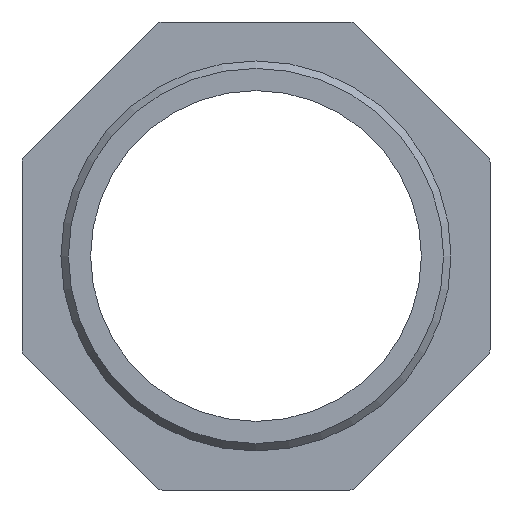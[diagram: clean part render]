
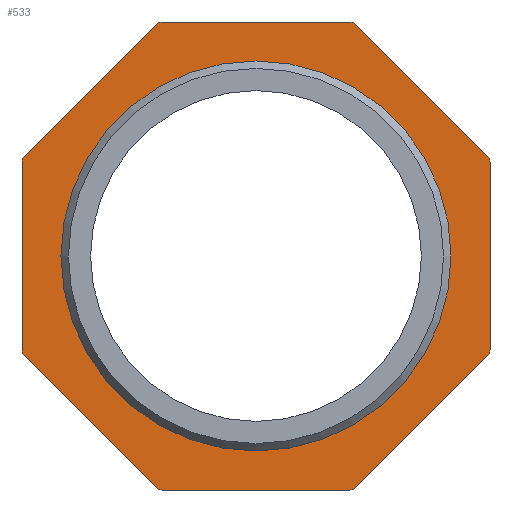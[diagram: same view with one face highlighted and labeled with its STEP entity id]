
A CAD part, left-side view. The second image highlights one B-rep face of the part: STEP entity #533.
In plain terms, the highlighted planar face has unit normal (-1, 0, 0).
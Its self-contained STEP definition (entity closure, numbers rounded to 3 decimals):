
#23=LINE('',#871,#62);
#26=LINE('',#877,#65);
#27=LINE('',#881,#66);
#28=LINE('',#885,#67);
#29=LINE('',#889,#68);
#30=LINE('',#893,#69);
#31=LINE('',#897,#70);
#32=LINE('',#901,#71);
#62=VECTOR('',#704,10.);
#65=VECTOR('',#709,10.);
#66=VECTOR('',#712,10.);
#67=VECTOR('',#715,10.);
#68=VECTOR('',#718,10.);
#69=VECTOR('',#721,10.);
#70=VECTOR('',#724,10.);
#71=VECTOR('',#727,10.);
#113=FACE_BOUND('',#164,.T.);
#127=FACE_OUTER_BOUND('',#163,.T.);
#163=EDGE_LOOP('',(#388,#389,#390,#391,#392,#393,#394,#395,#396,#397,#398,
#399,#400,#401,#402,#403));
#164=EDGE_LOOP('',(#404));
#200=CIRCLE('',#596,12.5);
#202=CIRCLE('',#599,0.5);
#203=CIRCLE('',#602,0.5);
#204=CIRCLE('',#603,0.5);
#205=CIRCLE('',#604,0.5);
#206=CIRCLE('',#605,0.5);
#207=CIRCLE('',#606,0.5);
#208=CIRCLE('',#607,0.5);
#209=CIRCLE('',#608,0.5);
#235=VERTEX_POINT('',#857);
#238=VERTEX_POINT('',#864);
#239=VERTEX_POINT('',#866);
#240=VERTEX_POINT('',#870);
#242=VERTEX_POINT('',#876);
#243=VERTEX_POINT('',#878);
#244=VERTEX_POINT('',#880);
#245=VERTEX_POINT('',#882);
#246=VERTEX_POINT('',#884);
#247=VERTEX_POINT('',#886);
#248=VERTEX_POINT('',#888);
#249=VERTEX_POINT('',#890);
#250=VERTEX_POINT('',#892);
#251=VERTEX_POINT('',#894);
#252=VERTEX_POINT('',#896);
#253=VERTEX_POINT('',#898);
#254=VERTEX_POINT('',#900);
#289=EDGE_CURVE('',#235,#235,#200,.T.);
#293=EDGE_CURVE('',#238,#239,#202,.T.);
#295=EDGE_CURVE('',#239,#240,#23,.T.);
#298=EDGE_CURVE('',#242,#238,#26,.T.);
#299=EDGE_CURVE('',#243,#242,#203,.T.);
#300=EDGE_CURVE('',#244,#243,#27,.T.);
#301=EDGE_CURVE('',#245,#244,#204,.T.);
#302=EDGE_CURVE('',#246,#245,#28,.T.);
#303=EDGE_CURVE('',#247,#246,#205,.T.);
#304=EDGE_CURVE('',#248,#247,#29,.T.);
#305=EDGE_CURVE('',#249,#248,#206,.T.);
#306=EDGE_CURVE('',#250,#249,#30,.T.);
#307=EDGE_CURVE('',#251,#250,#207,.T.);
#308=EDGE_CURVE('',#252,#251,#31,.T.);
#309=EDGE_CURVE('',#253,#252,#208,.T.);
#310=EDGE_CURVE('',#254,#253,#32,.T.);
#311=EDGE_CURVE('',#240,#254,#209,.T.);
#388=ORIENTED_EDGE('',*,*,#293,.F.);
#389=ORIENTED_EDGE('',*,*,#298,.F.);
#390=ORIENTED_EDGE('',*,*,#299,.F.);
#391=ORIENTED_EDGE('',*,*,#300,.F.);
#392=ORIENTED_EDGE('',*,*,#301,.F.);
#393=ORIENTED_EDGE('',*,*,#302,.F.);
#394=ORIENTED_EDGE('',*,*,#303,.F.);
#395=ORIENTED_EDGE('',*,*,#304,.F.);
#396=ORIENTED_EDGE('',*,*,#305,.F.);
#397=ORIENTED_EDGE('',*,*,#306,.F.);
#398=ORIENTED_EDGE('',*,*,#307,.F.);
#399=ORIENTED_EDGE('',*,*,#308,.F.);
#400=ORIENTED_EDGE('',*,*,#309,.F.);
#401=ORIENTED_EDGE('',*,*,#310,.F.);
#402=ORIENTED_EDGE('',*,*,#311,.F.);
#403=ORIENTED_EDGE('',*,*,#295,.F.);
#404=ORIENTED_EDGE('',*,*,#289,.F.);
#503=PLANE('',#601);
#533=ADVANCED_FACE('',(#127,#113),#503,.F.);
#596=AXIS2_PLACEMENT_3D('',#858,#691,#692);
#599=AXIS2_PLACEMENT_3D('',#867,#699,#700);
#601=AXIS2_PLACEMENT_3D('',#875,#707,#708);
#602=AXIS2_PLACEMENT_3D('',#879,#710,#711);
#603=AXIS2_PLACEMENT_3D('',#883,#713,#714);
#604=AXIS2_PLACEMENT_3D('',#887,#716,#717);
#605=AXIS2_PLACEMENT_3D('',#891,#719,#720);
#606=AXIS2_PLACEMENT_3D('',#895,#722,#723);
#607=AXIS2_PLACEMENT_3D('',#899,#725,#726);
#608=AXIS2_PLACEMENT_3D('',#902,#728,#729);
#691=DIRECTION('center_axis',(-1.,0.,0.));
#692=DIRECTION('ref_axis',(0.,1.,0.));
#699=DIRECTION('center_axis',(1.,0.,0.));
#700=DIRECTION('ref_axis',(0.,-0.924,-0.383));
#704=DIRECTION('',(0.,0.707,-0.707));
#707=DIRECTION('center_axis',(1.,0.,0.));
#708=DIRECTION('ref_axis',(0.,0.,-1.));
#709=DIRECTION('',(0.,0.,-1.));
#710=DIRECTION('center_axis',(1.,0.,0.));
#711=DIRECTION('ref_axis',(0.,-0.924,0.383));
#712=DIRECTION('',(0.,-0.707,-0.707));
#713=DIRECTION('center_axis',(1.,0.,0.));
#714=DIRECTION('ref_axis',(0.,-0.383,0.924));
#715=DIRECTION('',(0.,-1.,0.));
#716=DIRECTION('center_axis',(1.,0.,0.));
#717=DIRECTION('ref_axis',(0.,0.383,0.924));
#718=DIRECTION('',(0.,-0.707,0.707));
#719=DIRECTION('center_axis',(1.,0.,0.));
#720=DIRECTION('ref_axis',(0.,0.924,0.383));
#721=DIRECTION('',(0.,0.,1.));
#722=DIRECTION('center_axis',(1.,0.,0.));
#723=DIRECTION('ref_axis',(0.,0.924,-0.383));
#724=DIRECTION('',(0.,0.707,0.707));
#725=DIRECTION('center_axis',(1.,0.,0.));
#726=DIRECTION('ref_axis',(0.,0.383,-0.924));
#727=DIRECTION('',(0.,1.,0.));
#728=DIRECTION('center_axis',(1.,0.,0.));
#729=DIRECTION('ref_axis',(0.,-0.383,-0.924));
#857=CARTESIAN_POINT('',(-4.,-12.5,0.));
#858=CARTESIAN_POINT('Origin',(-4.,0.,
0.));
#864=CARTESIAN_POINT('',(-4.,-15.,-6.006));
#866=CARTESIAN_POINT('',(-4.,-14.854,-6.36));
#867=CARTESIAN_POINT('Origin',(-4.,-14.5,-6.006));
#870=CARTESIAN_POINT('',(-4.,-6.36,-14.854));
#871=CARTESIAN_POINT('',(-4.,-15.,-6.213));
#875=CARTESIAN_POINT('Origin',(-4.,0.,
0.));
#876=CARTESIAN_POINT('',(-4.,-15.,6.006));
#877=CARTESIAN_POINT('',(-4.,-15.,6.213));
#878=CARTESIAN_POINT('',(-4.,-14.854,6.36));
#879=CARTESIAN_POINT('Origin',(-4.,-14.5,6.006));
#880=CARTESIAN_POINT('',(-4.,-6.36,14.854));
#881=CARTESIAN_POINT('',(-4.,-6.213,15.));
#882=CARTESIAN_POINT('',(-4.,-6.006,15.));
#883=CARTESIAN_POINT('Origin',(-4.,-6.006,14.5));
#884=CARTESIAN_POINT('',(-4.,6.006,15.));
#885=CARTESIAN_POINT('',(-4.,6.213,15.));
#886=CARTESIAN_POINT('',(-4.,6.36,14.854));
#887=CARTESIAN_POINT('Origin',(-4.,6.006,14.5));
#888=CARTESIAN_POINT('',(-4.,14.854,6.36));
#889=CARTESIAN_POINT('',(-4.,15.,6.213));
#890=CARTESIAN_POINT('',(-4.,15.,6.006));
#891=CARTESIAN_POINT('Origin',(-4.,14.5,6.006));
#892=CARTESIAN_POINT('',(-4.,15.,-6.006));
#893=CARTESIAN_POINT('',(-4.,15.,-6.213));
#894=CARTESIAN_POINT('',(-4.,14.854,-6.36));
#895=CARTESIAN_POINT('Origin',(-4.,14.5,-6.006));
#896=CARTESIAN_POINT('',(-4.,6.36,-14.854));
#897=CARTESIAN_POINT('',(-4.,6.213,-15.));
#898=CARTESIAN_POINT('',(-4.,6.006,-15.));
#899=CARTESIAN_POINT('Origin',(-4.,6.006,-14.5));
#900=CARTESIAN_POINT('',(-4.,-6.006,-15.));
#901=CARTESIAN_POINT('',(-4.,-6.213,-15.));
#902=CARTESIAN_POINT('Origin',(-4.,-6.006,-14.5));
